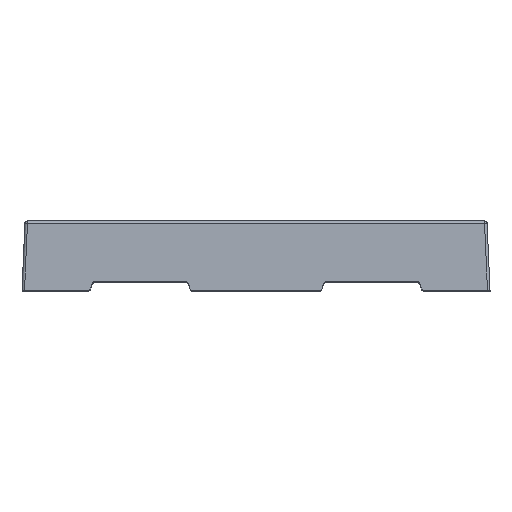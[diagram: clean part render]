
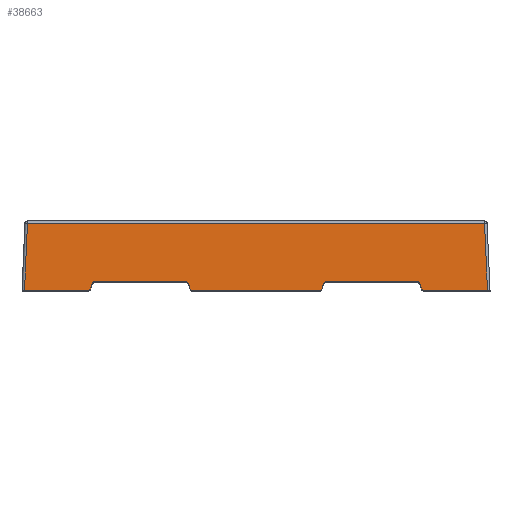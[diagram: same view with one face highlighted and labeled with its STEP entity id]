
A CAD part, top view. The second image highlights one B-rep face of the part: STEP entity #38663.
In plain terms, the highlighted planar face has unit normal (0, 0.044, 0.999).
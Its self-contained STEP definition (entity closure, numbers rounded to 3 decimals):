
#744=DIRECTION('',(1.,0.,0.));
#745=VECTOR('',#744,7.596);
#746=CARTESIAN_POINT('',(19.804,0.,27.7));
#747=LINE('25940',#746,#745);
#757=CARTESIAN_POINT('',(27.4,0.,27.7));
#994=DIRECTION('',(1.,0.,0.));
#995=VECTOR('',#994,15.192);
#996=CARTESIAN_POINT('',(-7.596,0.,27.7));
#997=LINE('25944',#996,#995);
#1081=CARTESIAN_POINT('',(-27.4,0.,27.7));
#1092=DIRECTION('',(1.,0.,0.));
#1093=VECTOR('',#1092,7.596);
#1094=CARTESIAN_POINT('',(-27.4,0.,27.7));
#1095=LINE('25939',#1094,#1093);
#14828=CARTESIAN_POINT('',(19.616,0.132,
27.694));
#14829=CARTESIAN_POINT('',(19.632,0.088,
27.696));
#14830=CARTESIAN_POINT('',(19.684,0.028,
27.699));
#14831=CARTESIAN_POINT('',(19.757,0.,27.7));
#14832=CARTESIAN_POINT('',(19.804,0.,27.7));
#14837=DIRECTION('',(-0.342,0.939,-0.041));
#14838=VECTOR('',#14837,0.715);
#14839=CARTESIAN_POINT('',(19.616,0.132,
27.694));
#14840=LINE('25956',#14839,#14838);
#14844=DIRECTION('',(1.,0.,0.));
#14845=VECTOR('',#14844,10.78);
#14846=CARTESIAN_POINT('',(8.31,1.,27.656));
#14847=LINE('13606',#14846,#14845);
#14851=DIRECTION('',(0.342,0.939,-0.041));
#14852=VECTOR('',#14851,0.715);
#14853=CARTESIAN_POINT('',(7.784,0.132,
27.694));
#14854=LINE('25968',#14853,#14852);
#14858=CARTESIAN_POINT('',(7.596,0.,27.7));
#14859=CARTESIAN_POINT('',(7.643,0.,27.7));
#14860=CARTESIAN_POINT('',(7.716,0.028,
27.699));
#14861=CARTESIAN_POINT('',(7.768,0.088,
27.696));
#14862=CARTESIAN_POINT('',(7.784,0.132,
27.694));
#14867=CARTESIAN_POINT('',(-7.784,0.132,
27.694));
#14868=CARTESIAN_POINT('',(-7.768,0.088,
27.696));
#14869=CARTESIAN_POINT('',(-7.716,0.028,
27.699));
#14870=CARTESIAN_POINT('',(-7.643,0.,27.7));
#14871=CARTESIAN_POINT('',(-7.596,0.,27.7));
#14876=DIRECTION('',(-0.342,0.939,-0.041));
#14877=VECTOR('',#14876,0.715);
#14878=CARTESIAN_POINT('',(-7.784,0.132,
27.694));
#14879=LINE('25967',#14878,#14877);
#14883=DIRECTION('',(1.,0.,0.));
#14884=VECTOR('',#14883,10.78);
#14885=CARTESIAN_POINT('',(-19.09,1.,27.656));
#14886=LINE('13605',#14885,#14884);
#14890=DIRECTION('',(0.342,0.939,-0.041));
#14891=VECTOR('',#14890,0.715);
#14892=CARTESIAN_POINT('',(-19.616,0.132,
27.694));
#14893=LINE('25955',#14892,#14891);
#14897=CARTESIAN_POINT('',(-19.804,0.,27.7));
#14898=CARTESIAN_POINT('',(-19.757,0.,27.7));
#14899=CARTESIAN_POINT('',(-19.684,0.028,
27.699));
#14900=CARTESIAN_POINT('',(-19.632,0.088,
27.696));
#14901=CARTESIAN_POINT('',(-19.616,0.132,
27.694));
#14906=DIRECTION('',(-0.044,-0.998,0.044));
#14907=VECTOR('',#14906,7.928);
#14908=CARTESIAN_POINT('',(-27.055,7.913,
27.355));
#14909=LINE('2707',#14908,#14907);
#14913=DIRECTION('',(1.,0.,0.));
#14914=VECTOR('',#14913,54.11);
#14915=CARTESIAN_POINT('',(-27.055,7.913,
27.355));
#14916=LINE('2703',#14915,#14914);
#14920=DIRECTION('',(0.044,-0.998,0.044));
#14921=VECTOR('',#14920,7.928);
#14922=CARTESIAN_POINT('',(27.055,7.913,27.355));
#14923=LINE('2701',#14922,#14921);
#15020=CARTESIAN_POINT('',(-19.372,0.803,
27.665));
#15021=CARTESIAN_POINT('',(-19.36,0.835,
27.664));
#15022=CARTESIAN_POINT('',(-19.328,0.89,
27.661));
#15023=CARTESIAN_POINT('',(-19.264,0.949,
27.659));
#15024=CARTESIAN_POINT('',(-19.187,0.988,
27.657));
#15025=CARTESIAN_POINT('',(-19.125,1.,27.656));
#15026=CARTESIAN_POINT('',(-19.09,1.,27.656));
#15087=CARTESIAN_POINT('',(-8.31,1.,27.656));
#15088=CARTESIAN_POINT('',(-8.275,1.,27.656));
#15089=CARTESIAN_POINT('',(-8.213,0.988,
27.657));
#15090=CARTESIAN_POINT('',(-8.136,0.949,
27.659));
#15091=CARTESIAN_POINT('',(-8.072,0.89,
27.661));
#15092=CARTESIAN_POINT('',(-8.04,0.835,
27.664));
#15093=CARTESIAN_POINT('',(-8.028,0.803,
27.665));
#15349=CARTESIAN_POINT('',(8.028,0.803,
27.665));
#15350=CARTESIAN_POINT('',(8.04,0.835,
27.664));
#15351=CARTESIAN_POINT('',(8.072,0.89,
27.661));
#15352=CARTESIAN_POINT('',(8.136,0.949,
27.659));
#15353=CARTESIAN_POINT('',(8.213,0.988,
27.657));
#15354=CARTESIAN_POINT('',(8.275,1.,27.656));
#15355=CARTESIAN_POINT('',(8.31,1.,27.656));
#16988=CARTESIAN_POINT('',(19.09,1.,27.656));
#16989=CARTESIAN_POINT('',(19.125,1.,27.656));
#16990=CARTESIAN_POINT('',(19.187,0.988,
27.657));
#16991=CARTESIAN_POINT('',(19.264,0.949,
27.659));
#16992=CARTESIAN_POINT('',(19.328,0.89,
27.661));
#16993=CARTESIAN_POINT('',(19.36,0.835,
27.664));
#16994=CARTESIAN_POINT('',(19.372,0.803,
27.665));
#22942=VERTEX_POINT('',#757);
#22943=CARTESIAN_POINT('',(27.055,7.913,27.355));
#22944=VERTEX_POINT('',#22943);
#22947=CARTESIAN_POINT('',(-27.055,7.913,
27.355));
#22948=VERTEX_POINT('',#22947);
#22953=VERTEX_POINT('',#1081);
#23497=CARTESIAN_POINT('',(-19.09,1.,27.656));
#23498=CARTESIAN_POINT('',(-8.31,1.,27.656));
#23499=VERTEX_POINT('',#23497);
#23500=VERTEX_POINT('',#23498);
#23501=CARTESIAN_POINT('',(8.31,1.,27.656));
#23502=CARTESIAN_POINT('',(19.09,1.,27.656));
#23503=VERTEX_POINT('',#23501);
#23504=VERTEX_POINT('',#23502);
#24872=VERTEX_POINT('',#15020);
#24873=VERTEX_POINT('',#15349);
#24874=VERTEX_POINT('',#16994);
#24875=VERTEX_POINT('',#15093);
#24991=VERTEX_POINT('',#14828);
#24992=VERTEX_POINT('',#14832);
#24997=VERTEX_POINT('',#14858);
#24998=VERTEX_POINT('',#14862);
#24999=VERTEX_POINT('',#14867);
#25000=VERTEX_POINT('',#14871);
#25011=CARTESIAN_POINT('',(-19.804,0.,27.7));
#25012=VERTEX_POINT('',#25011);
#25013=VERTEX_POINT('',#14901);
#38622=CARTESIAN_POINT('',(-28.82,0.,27.7));
#38623=DIRECTION('',(0.,0.044,0.999));
#38624=DIRECTION('',(1.,0.,0.));
#38625=AXIS2_PLACEMENT_3D('',#38622,#38623,#38624);
#38626=PLANE('2007',#38625);
#38628=ORIENTED_EDGE('25911',*,*,#38627,.F.);
#38630=ORIENTED_EDGE('25956',*,*,#38629,.T.);
#38632=ORIENTED_EDGE('23729',*,*,#38631,.F.);
#38633=ORIENTED_EDGE('13606',*,*,#26743,.F.);
#38635=ORIENTED_EDGE('23728',*,*,#38634,.F.);
#38637=ORIENTED_EDGE('25968',*,*,#38636,.F.);
#38639=ORIENTED_EDGE('25915',*,*,#38638,.F.);
#38640=ORIENTED_EDGE('25944',*,*,#25945,.F.);
#38642=ORIENTED_EDGE('25921',*,*,#38641,.F.);
#38644=ORIENTED_EDGE('25967',*,*,#38643,.T.);
#38646=ORIENTED_EDGE('23731',*,*,#38645,.F.);
#38647=ORIENTED_EDGE('13605',*,*,#26759,.F.);
#38649=ORIENTED_EDGE('23726',*,*,#38648,.F.);
#38651=ORIENTED_EDGE('25955',*,*,#38650,.F.);
#38653=ORIENTED_EDGE('25937',*,*,#38652,.F.);
#38654=ORIENTED_EDGE('25939',*,*,#25973,.F.);
#38656=ORIENTED_EDGE('2707',*,*,#38655,.F.);
#38657=ORIENTED_EDGE('2703',*,*,#38606,.T.);
#38659=ORIENTED_EDGE('2701',*,*,#38658,.T.);
#38660=ORIENTED_EDGE('25940',*,*,#25893,.F.);
#38661=EDGE_LOOP('2007',(#38628,#38630,#38632,#38633,#38635,#38637,#38639,
#38640,#38642,#38644,#38646,#38647,#38649,#38651,#38653,#38654,#38656,#38657,
#38659,#38660));
#38662=FACE_OUTER_BOUND('2007',#38661,.F.);
#14833=B_SPLINE_CURVE_WITH_KNOTS('25911',3,(#14828,#14829,#14830,#14831,#14832),
.UNSPECIFIED.,.F.,.F.,(4,1,4),(0.,0.5,1.),.UNSPECIFIED.);
#14863=B_SPLINE_CURVE_WITH_KNOTS('25915',3,(#14858,#14859,#14860,#14861,#14862),
.UNSPECIFIED.,.F.,.F.,(4,1,4),(0.,0.5,1.),.UNSPECIFIED.);
#14872=B_SPLINE_CURVE_WITH_KNOTS('25921',3,(#14867,#14868,#14869,#14870,#14871),
.UNSPECIFIED.,.F.,.F.,(4,1,4),(0.,0.5,1.),.UNSPECIFIED.);
#14902=B_SPLINE_CURVE_WITH_KNOTS('25937',3,(#14897,#14898,#14899,#14900,#14901),
.UNSPECIFIED.,.F.,.F.,(4,1,4),(0.,0.5,1.),.UNSPECIFIED.);
#15027=B_SPLINE_CURVE_WITH_KNOTS('23726',3,(#15020,#15021,#15022,#15023,#15024,
#15025,#15026),.UNSPECIFIED.,.F.,.F.,(4,1,1,1,4),(0.,0.25,0.5,0.75,
1.),.UNSPECIFIED.);
#15094=B_SPLINE_CURVE_WITH_KNOTS('23731',3,(#15087,#15088,#15089,#15090,#15091,
#15092,#15093),.UNSPECIFIED.,.F.,.F.,(4,1,1,1,4),(0.,0.25,0.5,0.75,
1.),.UNSPECIFIED.);
#15356=B_SPLINE_CURVE_WITH_KNOTS('23728',3,(#15349,#15350,#15351,#15352,#15353,
#15354,#15355),.UNSPECIFIED.,.F.,.F.,(4,1,1,1,4),(0.,0.25,0.5,0.75,
1.),.UNSPECIFIED.);
#16995=B_SPLINE_CURVE_WITH_KNOTS('23729',3,(#16988,#16989,#16990,#16991,#16992,
#16993,#16994),.UNSPECIFIED.,.F.,.F.,(4,1,1,1,4),(0.,0.25,0.5,0.75,
1.),.UNSPECIFIED.);
#25893=EDGE_CURVE('25940',#24992,#22942,#747,.T.);
#25945=EDGE_CURVE('25944',#25000,#24997,#997,.T.);
#25973=EDGE_CURVE('25939',#22953,#25012,#1095,.T.);
#26743=EDGE_CURVE('13606',#23503,#23504,#14847,.T.);
#26759=EDGE_CURVE('13605',#23499,#23500,#14886,.T.);
#38606=EDGE_CURVE('2703',#22948,#22944,#14916,.T.);
#38627=EDGE_CURVE('25911',#24991,#24992,#14833,.T.);
#38629=EDGE_CURVE('25956',#24991,#24874,#14840,.T.);
#38631=EDGE_CURVE('23729',#23504,#24874,#16995,.T.);
#38634=EDGE_CURVE('23728',#24873,#23503,#15356,.T.);
#38636=EDGE_CURVE('25968',#24998,#24873,#14854,.T.);
#38638=EDGE_CURVE('25915',#24997,#24998,#14863,.T.);
#38641=EDGE_CURVE('25921',#24999,#25000,#14872,.T.);
#38643=EDGE_CURVE('25967',#24999,#24875,#14879,.T.);
#38645=EDGE_CURVE('23731',#23500,#24875,#15094,.T.);
#38648=EDGE_CURVE('23726',#24872,#23499,#15027,.T.);
#38650=EDGE_CURVE('25955',#25013,#24872,#14893,.T.);
#38652=EDGE_CURVE('25937',#25012,#25013,#14902,.T.);
#38655=EDGE_CURVE('2707',#22948,#22953,#14909,.T.);
#38658=EDGE_CURVE('2701',#22944,#22942,#14923,.T.);
#38663=ADVANCED_FACE('2007',(#38662),#38626,.T.);
